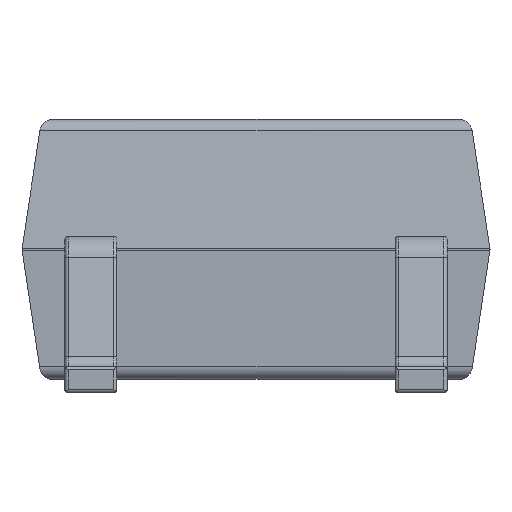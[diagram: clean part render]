
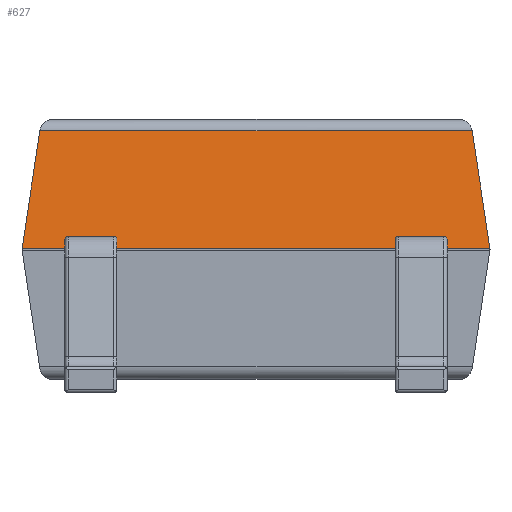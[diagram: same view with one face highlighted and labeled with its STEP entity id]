
A CAD part, front view. The second image highlights one B-rep face of the part: STEP entity #627.
In plain terms, the highlighted face is planar.
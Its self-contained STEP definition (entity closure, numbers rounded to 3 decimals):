
#482=CARTESIAN_POINT('',(-1.799,2.199,1.007));
#483=VERTEX_POINT('',#482);
#491=CARTESIAN_POINT('',(1.799,2.199,1.007));
#492=VERTEX_POINT('',#491);
#493=CARTESIAN_POINT('',(-1.799,2.199,1.007));
#494=DIRECTION('',(1.0,0.0,0.0));
#495=VECTOR('',#494,3.598);
#496=LINE('',#493,#495);
#497=EDGE_CURVE('',#483,#492,#496,.T.);
#515=CARTESIAN_POINT('',(-1.663,2.063,1.915));
#516=VERTEX_POINT('',#515);
#517=CARTESIAN_POINT('',(-1.799,2.199,1.007));
#518=DIRECTION('',(0.147,-0.147,0.978));
#519=VECTOR('',#518,0.928);
#520=LINE('',#517,#519);
#521=EDGE_CURVE('',#483,#516,#520,.T.);
#594=CARTESIAN_POINT('',(1.663,2.063,1.915));
#595=VERTEX_POINT('',#594);
#596=CARTESIAN_POINT('',(1.663,2.063,1.915));
#597=DIRECTION('',(0.147,0.147,-0.978));
#598=VECTOR('',#597,0.928);
#599=LINE('',#596,#598);
#600=EDGE_CURVE('',#595,#492,#599,.T.);
#611=CARTESIAN_POINT('',(-1.8,2.131,1.461));
#612=DIRECTION('',(0.0,0.989,0.148));
#613=DIRECTION('',(0.0,-0.148,0.989));
#614=AXIS2_PLACEMENT_3D('',#611,#612,#613);
#615=PLANE('',#614);
#616=ORIENTED_EDGE('',*,*,#600,.T.);
#617=ORIENTED_EDGE('',*,*,#497,.F.);
#618=ORIENTED_EDGE('',*,*,#521,.T.);
#619=CARTESIAN_POINT('',(-1.663,2.063,1.915));
#620=DIRECTION('',(1.0,0.0,0.0));
#621=VECTOR('',#620,3.326);
#622=LINE('',#619,#621);
#623=EDGE_CURVE('',#516,#595,#622,.T.);
#624=ORIENTED_EDGE('',*,*,#623,.T.);
#625=EDGE_LOOP('',(#616,#617,#618,#624));
#626=FACE_OUTER_BOUND('',#625,.T.);
#627=ADVANCED_FACE('',(#626),#615,.T.);
